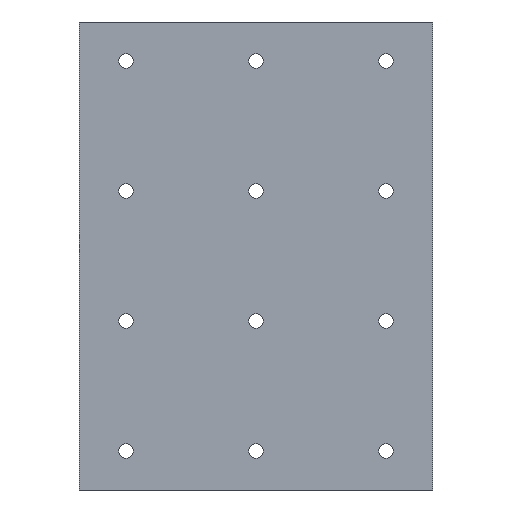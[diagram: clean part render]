
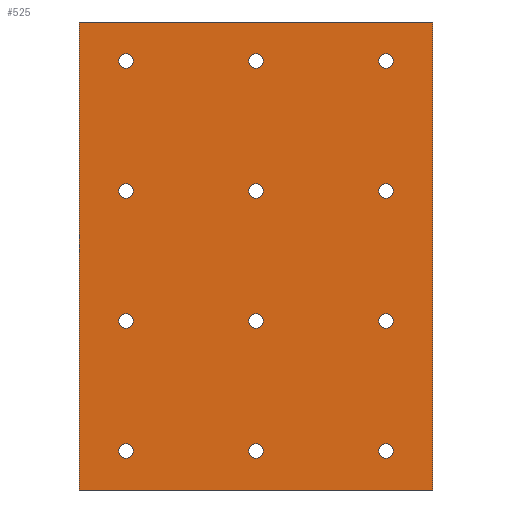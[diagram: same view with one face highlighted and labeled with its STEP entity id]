
A CAD part, front view. The second image highlights one B-rep face of the part: STEP entity #525.
In plain terms, the highlighted planar face has unit normal (0, -1, 0).
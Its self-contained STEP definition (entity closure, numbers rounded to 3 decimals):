
#27=FACE_BOUND('',#102,.T.);
#28=FACE_BOUND('',#103,.T.);
#29=FACE_BOUND('',#104,.T.);
#30=FACE_BOUND('',#105,.T.);
#31=FACE_BOUND('',#106,.T.);
#32=FACE_BOUND('',#107,.T.);
#33=FACE_BOUND('',#108,.T.);
#34=FACE_BOUND('',#109,.T.);
#35=FACE_BOUND('',#110,.T.);
#36=FACE_BOUND('',#111,.T.);
#37=FACE_BOUND('',#112,.T.);
#38=FACE_BOUND('',#113,.T.);
#51=CIRCLE('',#554,1.4);
#52=CIRCLE('',#555,1.4);
#53=CIRCLE('',#556,1.4);
#54=CIRCLE('',#557,1.4);
#55=CIRCLE('',#558,1.4);
#56=CIRCLE('',#559,1.4);
#57=CIRCLE('',#560,1.4);
#58=CIRCLE('',#561,1.4);
#59=CIRCLE('',#562,1.4);
#60=CIRCLE('',#563,1.4);
#61=CIRCLE('',#564,1.4);
#62=CIRCLE('',#565,1.4);
#75=FACE_OUTER_BOUND('',#101,.T.);
#101=EDGE_LOOP('',(#367,#368,#369,#370));
#102=EDGE_LOOP('',(#371));
#103=EDGE_LOOP('',(#372));
#104=EDGE_LOOP('',(#373));
#105=EDGE_LOOP('',(#374));
#106=EDGE_LOOP('',(#375));
#107=EDGE_LOOP('',(#376));
#108=EDGE_LOOP('',(#377));
#109=EDGE_LOOP('',(#378));
#110=EDGE_LOOP('',(#379));
#111=EDGE_LOOP('',(#380));
#112=EDGE_LOOP('',(#381));
#113=EDGE_LOOP('',(#382));
#151=LINE('',#757,#199);
#152=LINE('',#759,#200);
#153=LINE('',#761,#201);
#154=LINE('',#762,#202);
#199=VECTOR('',#607,10.);
#200=VECTOR('',#608,10.);
#201=VECTOR('',#609,10.);
#202=VECTOR('',#610,10.);
#247=VERTEX_POINT('',#755);
#248=VERTEX_POINT('',#756);
#249=VERTEX_POINT('',#758);
#250=VERTEX_POINT('',#760);
#251=VERTEX_POINT('',#763);
#252=VERTEX_POINT('',#765);
#253=VERTEX_POINT('',#767);
#254=VERTEX_POINT('',#769);
#255=VERTEX_POINT('',#771);
#256=VERTEX_POINT('',#773);
#257=VERTEX_POINT('',#775);
#258=VERTEX_POINT('',#777);
#259=VERTEX_POINT('',#779);
#260=VERTEX_POINT('',#781);
#261=VERTEX_POINT('',#783);
#262=VERTEX_POINT('',#785);
#295=EDGE_CURVE('',#247,#248,#151,.T.);
#296=EDGE_CURVE('',#249,#247,#152,.T.);
#297=EDGE_CURVE('',#250,#249,#153,.T.);
#298=EDGE_CURVE('',#248,#250,#154,.T.);
#299=EDGE_CURVE('',#251,#251,#51,.T.);
#300=EDGE_CURVE('',#252,#252,#52,.T.);
#301=EDGE_CURVE('',#253,#253,#53,.T.);
#302=EDGE_CURVE('',#254,#254,#54,.T.);
#303=EDGE_CURVE('',#255,#255,#55,.T.);
#304=EDGE_CURVE('',#256,#256,#56,.T.);
#305=EDGE_CURVE('',#257,#257,#57,.T.);
#306=EDGE_CURVE('',#258,#258,#58,.T.);
#307=EDGE_CURVE('',#259,#259,#59,.T.);
#308=EDGE_CURVE('',#260,#260,#60,.T.);
#309=EDGE_CURVE('',#261,#261,#61,.T.);
#310=EDGE_CURVE('',#262,#262,#62,.T.);
#367=ORIENTED_EDGE('',*,*,#295,.F.);
#368=ORIENTED_EDGE('',*,*,#296,.F.);
#369=ORIENTED_EDGE('',*,*,#297,.F.);
#370=ORIENTED_EDGE('',*,*,#298,.F.);
#371=ORIENTED_EDGE('',*,*,#299,.F.);
#372=ORIENTED_EDGE('',*,*,#300,.F.);
#373=ORIENTED_EDGE('',*,*,#301,.F.);
#374=ORIENTED_EDGE('',*,*,#302,.F.);
#375=ORIENTED_EDGE('',*,*,#303,.F.);
#376=ORIENTED_EDGE('',*,*,#304,.F.);
#377=ORIENTED_EDGE('',*,*,#305,.F.);
#378=ORIENTED_EDGE('',*,*,#306,.F.);
#379=ORIENTED_EDGE('',*,*,#307,.F.);
#380=ORIENTED_EDGE('',*,*,#308,.F.);
#381=ORIENTED_EDGE('',*,*,#309,.F.);
#382=ORIENTED_EDGE('',*,*,#310,.F.);
#511=PLANE('',#553);
#525=ADVANCED_FACE('',(#75,#27,#28,#29,#30,#31,#32,#33,#34,#35,#36,#37,
#38),#511,.F.);
#553=AXIS2_PLACEMENT_3D('',#754,#605,#606);
#554=AXIS2_PLACEMENT_3D('',#764,#611,#612);
#555=AXIS2_PLACEMENT_3D('',#766,#613,#614);
#556=AXIS2_PLACEMENT_3D('',#768,#615,#616);
#557=AXIS2_PLACEMENT_3D('',#770,#617,#618);
#558=AXIS2_PLACEMENT_3D('',#772,#619,#620);
#559=AXIS2_PLACEMENT_3D('',#774,#621,#622);
#560=AXIS2_PLACEMENT_3D('',#776,#623,#624);
#561=AXIS2_PLACEMENT_3D('',#778,#625,#626);
#562=AXIS2_PLACEMENT_3D('',#780,#627,#628);
#563=AXIS2_PLACEMENT_3D('',#782,#629,#630);
#564=AXIS2_PLACEMENT_3D('',#784,#631,#632);
#565=AXIS2_PLACEMENT_3D('',#786,#633,#634);
#605=DIRECTION('center_axis',(0.,1.,0.));
#606=DIRECTION('ref_axis',(-1.,0.,0.));
#607=DIRECTION('',(1.,0.,0.));
#608=DIRECTION('',(0.,0.,1.));
#609=DIRECTION('',(-1.,0.,0.));
#610=DIRECTION('',(0.,0.,-1.));
#611=DIRECTION('center_axis',(0.,-1.,0.));
#612=DIRECTION('ref_axis',(-1.,0.,0.));
#613=DIRECTION('center_axis',(0.,-1.,0.));
#614=DIRECTION('ref_axis',(-1.,0.,0.));
#615=DIRECTION('center_axis',(0.,-1.,0.));
#616=DIRECTION('ref_axis',(-1.,0.,0.));
#617=DIRECTION('center_axis',(0.,-1.,0.));
#618=DIRECTION('ref_axis',(-1.,0.,0.));
#619=DIRECTION('center_axis',(0.,-1.,0.));
#620=DIRECTION('ref_axis',(-1.,0.,0.));
#621=DIRECTION('center_axis',(0.,-1.,0.));
#622=DIRECTION('ref_axis',(-1.,0.,0.));
#623=DIRECTION('center_axis',(0.,-1.,0.));
#624=DIRECTION('ref_axis',(-1.,0.,0.));
#625=DIRECTION('center_axis',(0.,-1.,0.));
#626=DIRECTION('ref_axis',(-1.,0.,0.));
#627=DIRECTION('center_axis',(0.,-1.,0.));
#628=DIRECTION('ref_axis',(-1.,0.,0.));
#629=DIRECTION('center_axis',(0.,-1.,0.));
#630=DIRECTION('ref_axis',(-1.,0.,0.));
#631=DIRECTION('center_axis',(0.,-1.,0.));
#632=DIRECTION('ref_axis',(-1.,0.,0.));
#633=DIRECTION('center_axis',(0.,-1.,0.));
#634=DIRECTION('ref_axis',(-1.,0.,0.));
#754=CARTESIAN_POINT('Origin',(62.,6.,-195.));
#755=CARTESIAN_POINT('',(28.,6.,-150.));
#756=CARTESIAN_POINT('',(96.,6.,-150.));
#757=CARTESIAN_POINT('',(45.,6.,-150.));
#758=CARTESIAN_POINT('',(28.,6.,-240.));
#759=CARTESIAN_POINT('',(28.,6.,-217.5));
#760=CARTESIAN_POINT('',(96.,6.,-240.));
#761=CARTESIAN_POINT('',(79.,6.,-240.));
#762=CARTESIAN_POINT('',(96.,6.,-172.5));
#763=CARTESIAN_POINT('',(88.4,6.,-157.5));
#764=CARTESIAN_POINT('Origin',(87.,6.,-157.5));
#765=CARTESIAN_POINT('',(88.4,6.,-232.5));
#766=CARTESIAN_POINT('Origin',(87.,6.,-232.5));
#767=CARTESIAN_POINT('',(88.4,6.,-207.5));
#768=CARTESIAN_POINT('Origin',(87.,6.,-207.5));
#769=CARTESIAN_POINT('',(88.4,6.,-182.5));
#770=CARTESIAN_POINT('Origin',(87.,6.,-182.5));
#771=CARTESIAN_POINT('',(63.4,6.,-157.5));
#772=CARTESIAN_POINT('Origin',(62.,6.,-157.5));
#773=CARTESIAN_POINT('',(63.4,6.,-207.5));
#774=CARTESIAN_POINT('Origin',(62.,6.,-207.5));
#775=CARTESIAN_POINT('',(63.4,6.,-182.5));
#776=CARTESIAN_POINT('Origin',(62.,6.,-182.5));
#777=CARTESIAN_POINT('',(63.4,6.,-232.5));
#778=CARTESIAN_POINT('Origin',(62.,6.,-232.5));
#779=CARTESIAN_POINT('',(38.4,6.,-157.5));
#780=CARTESIAN_POINT('Origin',(37.,6.,-157.5));
#781=CARTESIAN_POINT('',(38.4,6.,-232.5));
#782=CARTESIAN_POINT('Origin',(37.,6.,-232.5));
#783=CARTESIAN_POINT('',(38.4,6.,-207.5));
#784=CARTESIAN_POINT('Origin',(37.,6.,-207.5));
#785=CARTESIAN_POINT('',(38.4,6.,-182.5));
#786=CARTESIAN_POINT('Origin',(37.,6.,-182.5));
